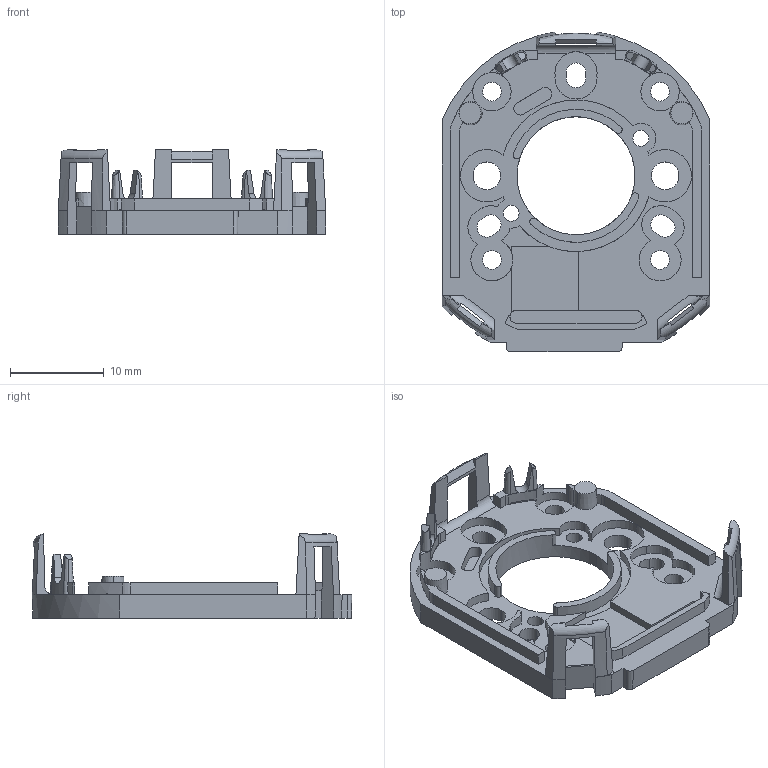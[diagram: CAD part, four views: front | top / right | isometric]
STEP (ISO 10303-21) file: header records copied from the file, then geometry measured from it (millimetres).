
FILE_DESCRIPTION(/* description */ (''),/* implementation_level */ '2;1');
FILE_NAME(/* name */ 'CS_Base_AMT-B1-S.ipt.stp',/* time_stamp */ '2016-01-07T16:35:52-08:00',/* author */ ('Autodesk Inc.'),/* organization */ ('Autodesk Inc.'),/* preprocessor_version */ 'ST-DEVELOPER v16.1',/* originating_system */ 'Autodesk Inventor 2016',/* authorisation */ '');
FILE_SCHEMA (('AUTOMOTIVE_DESIGN { 1 0 10303 214 3 1 1 }'));
Length unit declared in the file: millimetre
Products named in the file (1): CS_Base_AMT-B1-S
Bounding box: 28.59 x 34.14 x 9 mm (x, y, z)
Volume: 1663.8 mm3; surface area: 2588.2 mm2
Topology: 1 solids, 1 shells, 251 faces, 750 edges, 498 vertices
Faces by surface type: cylinder 108, plane 105, cone 35, torus 2, bspline 1
Entity records: 9145 total; most frequent: CARTESIAN_POINT 2037, ORIENTED_EDGE 1500, DIRECTION 1450, EDGE_CURVE 750, AXIS2_PLACEMENT_3D 564, VERTEX_POINT 498, LINE 322, VECTOR 322
